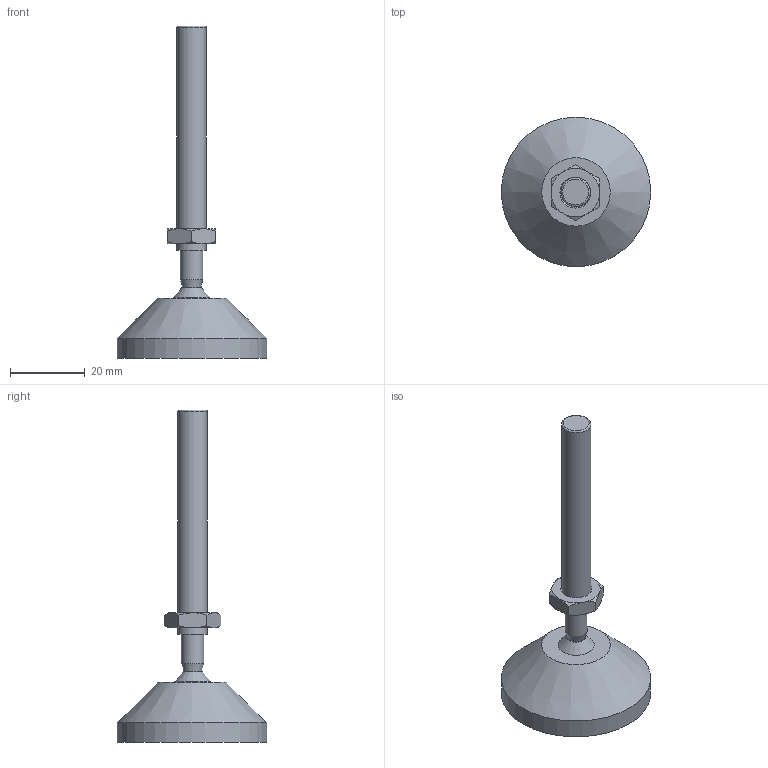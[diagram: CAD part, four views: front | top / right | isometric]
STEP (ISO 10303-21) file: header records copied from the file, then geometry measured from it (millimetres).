
FILE_DESCRIPTION(/* description */ (''),/* implementation_level */ '2;1');
FILE_NAME(/* name */ '30-M8D40-1.step',/* time_stamp */ '2022-06-24T13:06:34-04:00',/* author */ (''),/* organization */ (''),/* preprocessor_version */ 'ST-DEVELOPER v19',/* originating_system */ 'Autodesk Translation Framework v11.7.0.108',/* authorisation */ '');
FILE_SCHEMA (('AUTOMOTIVE_DESIGN { 1 0 10303 214 3 1 1 }'));
Length unit declared in the file: millimetre
Products named in the file (2): Working 6-24-22a; 90370A207_STEEL THIN HEX NUT
Assembly tree (1 placements, depth 2):
  Working 6-24-22a
    90370A207_STEEL THIN HEX NUT
Bounding box: 40 x 40 x 88.83 mm (x, y, z)
Volume: 17866.6 mm3; surface area: 6041.9 mm2
Topology: 4 solids, 4 shells, 44 faces, 90 edges, 55 vertices
Faces by surface type: cone 17, plane 15, cylinder 8, bspline 3, torus 1
Full cylindrical faces by diameter (mm): 6 x1, 7.866 x1, 8 x2, 9.67 x1, 40 x1
Entity records: 2358 total; most frequent: CARTESIAN_POINT 1468, ORIENTED_EDGE 180, DIRECTION 168, EDGE_CURVE 90, AXIS2_PLACEMENT_3D 75, VERTEX_POINT 55, EDGE_LOOP 47, FACE_OUTER_BOUND 44
